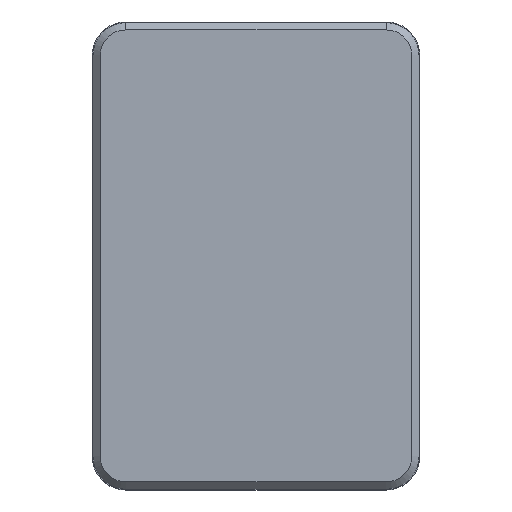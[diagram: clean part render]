
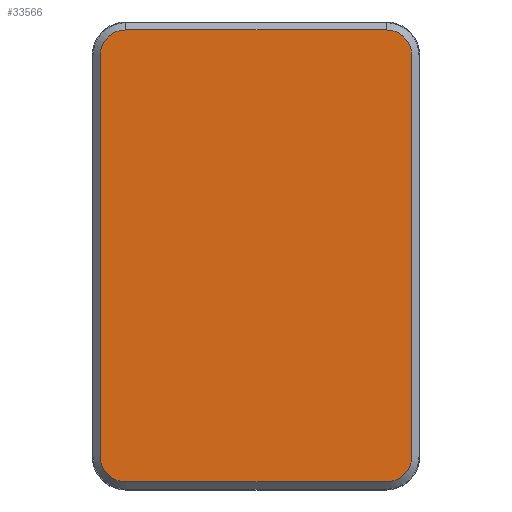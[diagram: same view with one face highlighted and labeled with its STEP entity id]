
A CAD part, top view. The second image highlights one B-rep face of the part: STEP entity #33566.
In plain terms, the highlighted planar face has unit normal (0, 0, 1).
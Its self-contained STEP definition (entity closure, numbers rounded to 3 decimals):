
#2770 = DIRECTION ( 'NONE',  ( 0., 0., 1. ) ) ;
#2790 = DIRECTION ( 'NONE',  ( 0., -1., 0. ) ) ;
#2872 = CARTESIAN_POINT ( 'NONE',  ( 390., 665.5, 5.5 ) ) ;
#3632 = DIRECTION ( 'NONE',  ( 1., 0., 0. ) ) ;
#3950 = CARTESIAN_POINT ( 'NONE',  ( -38., 627.5, 5.5 ) ) ;
#5770 = CARTESIAN_POINT ( 'NONE',  ( 428., 27.5, 5.5 ) ) ;
#6142 = CARTESIAN_POINT ( 'NONE',  ( 390., -10.5, 5.5 ) ) ;
#9112 = DIRECTION ( 'NONE',  ( 1., 0., 0. ) ) ;
#9198 = EDGE_CURVE ( 'NONE', #19048, #13722, #59092, .T. ) ;
#10272 = CARTESIAN_POINT ( 'NONE',  ( 390., 27.5, 5.5 ) ) ;
#10646 = EDGE_CURVE ( 'NONE', #13722, #69093, #44694, .T. ) ;
#11309 = CARTESIAN_POINT ( 'NONE',  ( -38., 627.5, 5.5 ) ) ;
#11364 = ORIENTED_EDGE ( 'NONE', *, *, #71051, .T. ) ;
#11775 = CARTESIAN_POINT ( 'NONE',  ( 0., 627.5, 5.5 ) ) ;
#13286 = VECTOR ( 'NONE', #32660, 1000. ) ;
#13722 = VERTEX_POINT ( 'NONE', #5770 ) ;
#14925 = DIRECTION ( 'NONE',  ( 1., 0., 0. ) ) ;
#15375 = DIRECTION ( 'NONE',  ( 0., 0., 1. ) ) ;
#16218 = DIRECTION ( 'NONE',  ( 1., 0., 0. ) ) ;
#19048 = VERTEX_POINT ( 'NONE', #6142 ) ;
#19539 = VECTOR ( 'NONE', #62357, 1000. ) ;
#20358 = VERTEX_POINT ( 'NONE', #70017 ) ;
#21686 = CARTESIAN_POINT ( 'NONE',  ( 390., 627.5, 5.5 ) ) ;
#22570 = EDGE_LOOP ( 'NONE', ( #58736, #72810, #57991, #61329, #39355, #70154, #11364, #75932 ) ) ;
#23526 = DIRECTION ( 'NONE',  ( 0., 0., 1. ) ) ;
#25317 = CARTESIAN_POINT ( 'NONE',  ( -38., 27.5, 5.5 ) ) ;
#26015 = CARTESIAN_POINT ( 'NONE',  ( 0., -10.5, 5.5 ) ) ;
#26763 = VECTOR ( 'NONE', #2790, 1000. ) ;
#26838 = VERTEX_POINT ( 'NONE', #61981 ) ;
#29106 = DIRECTION ( 'NONE',  ( 0., 0., 1. ) ) ;
#29832 = EDGE_CURVE ( 'NONE', #36828, #20358, #54092, .T. ) ;
#32660 = DIRECTION ( 'NONE',  ( -1., 0., 0. ) ) ;
#33566 = ADVANCED_FACE ( 'NONE', ( #58379 ), #52527, .T. ) ;
#36828 = VERTEX_POINT ( 'NONE', #25317 ) ;
#37344 = EDGE_CURVE ( 'NONE', #20358, #19048, #74493, .T. ) ;
#37347 = EDGE_CURVE ( 'NONE', #37763, #26838, #44793, .T. ) ;
#37763 = VERTEX_POINT ( 'NONE', #59899 ) ;
#38035 = DIRECTION ( 'NONE',  ( 0., 1., 0. ) ) ;
#38106 = VERTEX_POINT ( 'NONE', #11309 ) ;
#39355 = ORIENTED_EDGE ( 'NONE', *, *, #9198, .T. ) ;
#40844 = CIRCLE ( 'NONE', #50829, 38. ) ;
#44694 = LINE ( 'NONE', #68142, #76748 ) ;
#44793 = LINE ( 'NONE', #2872, #13286 ) ;
#50829 = AXIS2_PLACEMENT_3D ( 'NONE', #21686, #29106, #16218 ) ;
#51314 = LINE ( 'NONE', #3950, #26763 ) ;
#52527 = PLANE ( 'NONE',  #65539 ) ;
#54092 = CIRCLE ( 'NONE', #75307, 38. ) ;
#57991 = ORIENTED_EDGE ( 'NONE', *, *, #29832, .T. ) ;
#58379 = FACE_OUTER_BOUND ( 'NONE', #22570, .T. ) ;
#58736 = ORIENTED_EDGE ( 'NONE', *, *, #66610, .T. ) ;
#59092 = CIRCLE ( 'NONE', #69085, 38. ) ;
#59899 = CARTESIAN_POINT ( 'NONE',  ( 390., 665.5, 5.5 ) ) ;
#61329 = ORIENTED_EDGE ( 'NONE', *, *, #37344, .T. ) ;
#61981 = CARTESIAN_POINT ( 'NONE',  ( 0., 665.5, 5.5 ) ) ;
#62357 = DIRECTION ( 'NONE',  ( 1., 0., 0. ) ) ;
#63481 = DIRECTION ( 'NONE',  ( 0., 0., 1. ) ) ;
#65367 = DIRECTION ( 'NONE',  ( 1., 0., 0. ) ) ;
#65539 = AXIS2_PLACEMENT_3D ( 'NONE', #76378, #15375, #3632 ) ;
#66384 = EDGE_CURVE ( 'NONE', #38106, #36828, #51314, .T. ) ;
#66610 = EDGE_CURVE ( 'NONE', #26838, #38106, #70552, .T. ) ;
#68101 = AXIS2_PLACEMENT_3D ( 'NONE', #11775, #23526, #65367 ) ;
#68142 = CARTESIAN_POINT ( 'NONE',  ( 428., 27.5, 5.5 ) ) ;
#69085 = AXIS2_PLACEMENT_3D ( 'NONE', #10272, #63481, #9112 ) ;
#69093 = VERTEX_POINT ( 'NONE', #77005 ) ;
#69275 = CARTESIAN_POINT ( 'NONE',  ( 0., 27.5, 5.5 ) ) ;
#70017 = CARTESIAN_POINT ( 'NONE',  ( 0., -10.5, 5.5 ) ) ;
#70154 = ORIENTED_EDGE ( 'NONE', *, *, #10646, .T. ) ;
#70552 = CIRCLE ( 'NONE', #68101, 38. ) ;
#71051 = EDGE_CURVE ( 'NONE', #69093, #37763, #40844, .T. ) ;
#72810 = ORIENTED_EDGE ( 'NONE', *, *, #66384, .T. ) ;
#74493 = LINE ( 'NONE', #26015, #19539 ) ;
#75307 = AXIS2_PLACEMENT_3D ( 'NONE', #69275, #2770, #14925 ) ;
#75932 = ORIENTED_EDGE ( 'NONE', *, *, #37347, .T. ) ;
#76378 = CARTESIAN_POINT ( 'NONE',  ( 0., 627.5, 5.5 ) ) ;
#76748 = VECTOR ( 'NONE', #38035, 1000. ) ;
#77005 = CARTESIAN_POINT ( 'NONE',  ( 428., 627.5, 5.5 ) ) ;
